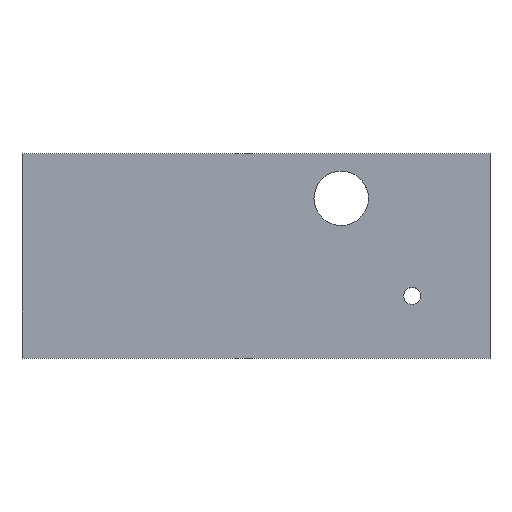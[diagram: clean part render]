
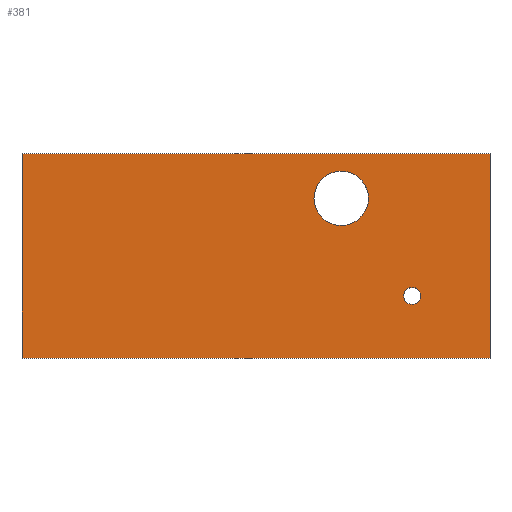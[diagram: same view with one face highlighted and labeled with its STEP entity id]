
A CAD part, top view. The second image highlights one B-rep face of the part: STEP entity #381.
In plain terms, the highlighted planar face has unit normal (0, 0, 1).
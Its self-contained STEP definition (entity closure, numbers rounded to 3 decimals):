
#10=DIRECTION('',(0.,1.,0.));
#11=VECTOR('',#10,120.);
#12=CARTESIAN_POINT('',(-120.,-65.,40.));
#13=LINE('',#12,#11);
#94=CARTESIAN_POINT('',(109.28,-28.536,40.));
#95=DIRECTION('',(0.,0.,-1.));
#96=DIRECTION('',(1.,0.,0.));
#97=AXIS2_PLACEMENT_3D('',#94,#95,#96);
#99=CARTESIAN_POINT('',(109.28,-28.536,40.));
#100=DIRECTION('',(0.,0.,-1.));
#101=DIRECTION('',(-1.,0.,0.));
#102=AXIS2_PLACEMENT_3D('',#99,#100,#101);
#104=CARTESIAN_POINT('',(67.572,28.842,40.));
#105=DIRECTION('',(0.,0.,-1.));
#106=DIRECTION('',(1.,0.,0.));
#107=AXIS2_PLACEMENT_3D('',#104,#105,#106);
#109=CARTESIAN_POINT('',(67.572,28.842,40.));
#110=DIRECTION('',(0.,0.,-1.));
#111=DIRECTION('',(-1.,0.,0.));
#112=AXIS2_PLACEMENT_3D('',#109,#110,#111);
#134=DIRECTION('',(1.,0.,0.));
#135=VECTOR('',#134,275.);
#136=CARTESIAN_POINT('',(-120.,55.,40.));
#137=LINE('',#136,#135);
#142=DIRECTION('',(0.,-1.,0.));
#143=VECTOR('',#142,120.);
#144=CARTESIAN_POINT('',(155.,55.,40.));
#145=LINE('',#144,#143);
#154=DIRECTION('',(-1.,0.,0.));
#155=VECTOR('',#154,275.);
#156=CARTESIAN_POINT('',(155.,-65.,40.));
#157=LINE('',#156,#155);
#163=CARTESIAN_POINT('',(-120.,-65.,40.));
#165=VERTEX_POINT('',#163);
#166=CARTESIAN_POINT('',(-120.,55.,40.));
#168=VERTEX_POINT('',#166);
#171=CARTESIAN_POINT('',(155.,-65.,40.));
#173=VERTEX_POINT('',#171);
#174=CARTESIAN_POINT('',(155.,55.,40.));
#175=VERTEX_POINT('',#174);
#187=CARTESIAN_POINT('',(83.572,28.842,40.));
#189=VERTEX_POINT('',#187);
#191=CARTESIAN_POINT('',(51.572,28.842,40.));
#193=VERTEX_POINT('',#191);
#195=CARTESIAN_POINT('',(114.28,-28.536,40.));
#197=VERTEX_POINT('',#195);
#199=CARTESIAN_POINT('',(104.28,-28.536,40.));
#201=VERTEX_POINT('',#199);
#356=CARTESIAN_POINT('',(0.,0.,40.));
#357=DIRECTION('',(0.,0.,1.));
#358=DIRECTION('',(1.,0.,0.));
#359=AXIS2_PLACEMENT_3D('',#356,#357,#358);
#360=PLANE('',#359);
#361=ORIENTED_EDGE('',*,*,#219,.T.);
#363=ORIENTED_EDGE('',*,*,#362,.T.);
#365=ORIENTED_EDGE('',*,*,#364,.T.);
#367=ORIENTED_EDGE('',*,*,#366,.T.);
#368=EDGE_LOOP('',(#361,#363,#365,#367));
#369=FACE_OUTER_BOUND('',#368,.F.);
#371=ORIENTED_EDGE('',*,*,#370,.F.);
#373=ORIENTED_EDGE('',*,*,#372,.F.);
#374=EDGE_LOOP('',(#371,#373));
#375=FACE_BOUND('',#374,.F.);
#377=ORIENTED_EDGE('',*,*,#376,.F.);
#378=ORIENTED_EDGE('',*,*,#346,.F.);
#379=EDGE_LOOP('',(#377,#378));
#380=FACE_BOUND('',#379,.F.);
#381=ADVANCED_FACE('',(#369,#375,#380),#360,.T.);
#98=CIRCLE('',#97,5.);
#103=CIRCLE('',#102,5.);
#108=CIRCLE('',#107,16.);
#113=CIRCLE('',#112,16.);
#219=EDGE_CURVE('',#165,#168,#13,.T.);
#346=EDGE_CURVE('',#201,#197,#103,.T.);
#362=EDGE_CURVE('',#168,#175,#137,.T.);
#364=EDGE_CURVE('',#175,#173,#145,.T.);
#366=EDGE_CURVE('',#173,#165,#157,.T.);
#370=EDGE_CURVE('',#189,#193,#108,.T.);
#372=EDGE_CURVE('',#193,#189,#113,.T.);
#376=EDGE_CURVE('',#197,#201,#98,.T.);
